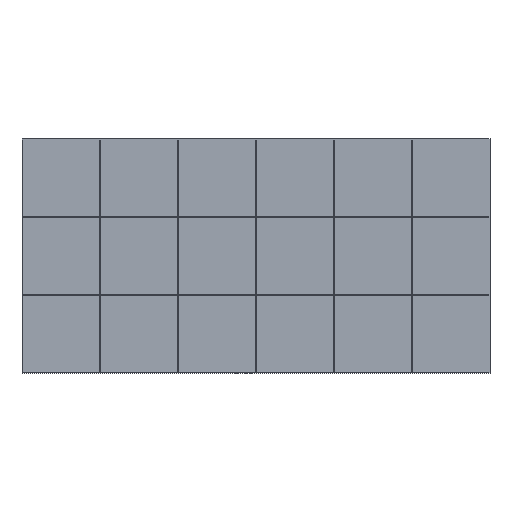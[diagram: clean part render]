
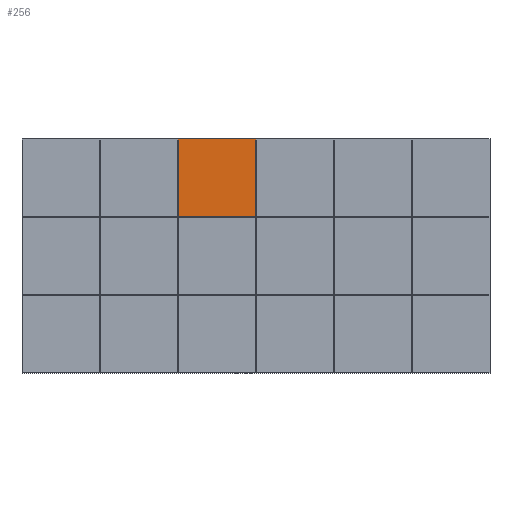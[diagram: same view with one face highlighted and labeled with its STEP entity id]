
A CAD part, top view. The second image highlights one B-rep face of the part: STEP entity #256.
In plain terms, the highlighted planar face has unit normal (0, 0, 1).
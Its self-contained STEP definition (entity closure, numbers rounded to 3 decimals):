
#200 = EDGE_CURVE ( 'NONE', #2504, #2440, #895, .T. ) ;
#256 = ADVANCED_FACE ( 'NONE', ( #1588 ), #702, .F. ) ;
#338 = LINE ( 'NONE', #2449, #1248 ) ;
#410 = VECTOR ( 'NONE', #2255, 1000. ) ;
#424 = CARTESIAN_POINT ( 'NONE',  ( -995., 505., 4. ) ) ;
#612 = CARTESIAN_POINT ( 'NONE',  ( -3000., 1500., 4. ) ) ;
#702 = PLANE ( 'NONE',  #1581 ) ;
#895 = LINE ( 'NONE', #2293, #1647 ) ;
#946 = EDGE_LOOP ( 'NONE', ( #1394, #1075, #1749, #1403 ) ) ;
#953 = LINE ( 'NONE', #612, #2360 ) ;
#1070 = EDGE_CURVE ( 'NONE', #2187, #2504, #2456, .T. ) ;
#1075 = ORIENTED_EDGE ( 'NONE', *, *, #200, .F. ) ;
#1123 = DIRECTION ( 'NONE',  ( -1., 0., 0. ) ) ;
#1132 = CARTESIAN_POINT ( 'NONE',  ( 0., 0., 4. ) ) ;
#1134 = CARTESIAN_POINT ( 'NONE',  ( -995., 1500., 4. ) ) ;
#1204 = EDGE_CURVE ( 'NONE', #2440, #1895, #338, .T. ) ;
#1248 = VECTOR ( 'NONE', #1469, 1000. ) ;
#1346 = CARTESIAN_POINT ( 'NONE',  ( -5., 505., 4. ) ) ;
#1351 = DIRECTION ( 'NONE',  ( 0., 0., -1. ) ) ;
#1394 = ORIENTED_EDGE ( 'NONE', *, *, #1204, .F. ) ;
#1403 = ORIENTED_EDGE ( 'NONE', *, *, #2437, .T. ) ;
#1449 = CARTESIAN_POINT ( 'NONE',  ( -5., 1500., 4. ) ) ;
#1461 = CARTESIAN_POINT ( 'NONE',  ( -5., 1500., 4. ) ) ;
#1469 = DIRECTION ( 'NONE',  ( 0., 1., 0. ) ) ;
#1581 = AXIS2_PLACEMENT_3D ( 'NONE', #1132, #1351, #2317 ) ;
#1588 = FACE_OUTER_BOUND ( 'NONE', #946, .T. ) ;
#1647 = VECTOR ( 'NONE', #1123, 1000. ) ;
#1749 = ORIENTED_EDGE ( 'NONE', *, *, #1070, .F. ) ;
#1895 = VERTEX_POINT ( 'NONE', #1134 ) ;
#2155 = DIRECTION ( 'NONE',  ( -1., 0., 0. ) ) ;
#2187 = VERTEX_POINT ( 'NONE', #1461 ) ;
#2255 = DIRECTION ( 'NONE',  ( 0., -1., 0. ) ) ;
#2293 = CARTESIAN_POINT ( 'NONE',  ( -3000., 505., 4. ) ) ;
#2317 = DIRECTION ( 'NONE',  ( -1., 0., 0. ) ) ;
#2360 = VECTOR ( 'NONE', #2155, 1000. ) ;
#2437 = EDGE_CURVE ( 'NONE', #2187, #1895, #953, .T. ) ;
#2440 = VERTEX_POINT ( 'NONE', #424 ) ;
#2449 = CARTESIAN_POINT ( 'NONE',  ( -995., 1500., 4. ) ) ;
#2456 = LINE ( 'NONE', #1449, #410 ) ;
#2504 = VERTEX_POINT ( 'NONE', #1346 ) ;
